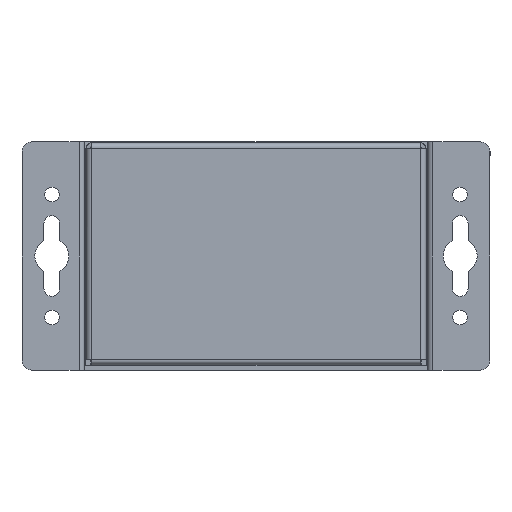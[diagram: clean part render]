
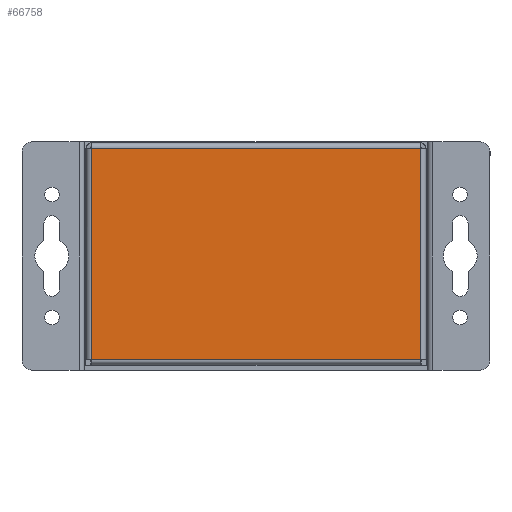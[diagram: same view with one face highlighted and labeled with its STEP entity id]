
A CAD part, front view. The second image highlights one B-rep face of the part: STEP entity #66758.
In plain terms, the highlighted planar face has unit normal (0, -1, 0).
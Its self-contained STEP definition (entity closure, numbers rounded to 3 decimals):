
#3704=PLANE('',#70286);
#6407=FACE_OUTER_BOUND('',#9756,.T.);
#9756=EDGE_LOOP('',(#47182,#47183,#47184,#47185));
#13469=LINE('',#93054,#21540);
#13488=LINE('',#93102,#21559);
#13496=LINE('',#93138,#21567);
#13497=LINE('',#93139,#21568);
#21540=VECTOR('',#75324,10.);
#21559=VECTOR('',#75375,10.);
#21567=VECTOR('',#75395,10.);
#21568=VECTOR('',#75396,10.);
#31032=VERTEX_POINT('',#93051);
#31033=VERTEX_POINT('',#93053);
#31046=VERTEX_POINT('',#93101);
#31054=VERTEX_POINT('',#93137);
#37392=EDGE_CURVE('',#31033,#31032,#13469,.T.);
#37416=EDGE_CURVE('',#31046,#31033,#13488,.T.);
#37428=EDGE_CURVE('',#31032,#31054,#13496,.T.);
#37429=EDGE_CURVE('',#31054,#31046,#13497,.T.);
#47182=ORIENTED_EDGE('',*,*,#37392,.T.);
#47183=ORIENTED_EDGE('',*,*,#37428,.T.);
#47184=ORIENTED_EDGE('',*,*,#37429,.T.);
#47185=ORIENTED_EDGE('',*,*,#37416,.T.);
#66758=ADVANCED_FACE('',(#6407),#3704,.F.);
#70286=AXIS2_PLACEMENT_3D('',#93136,#75393,#75394);
#75324=DIRECTION('',(1.,0.,0.));
#75375=DIRECTION('',(0.,0.,-1.));
#75393=DIRECTION('center_axis',(0.,1.,0.));
#75394=DIRECTION('ref_axis',(0.,0.,1.));
#75395=DIRECTION('',(0.,0.,1.));
#75396=DIRECTION('',(-1.,0.,0.));
#93051=CARTESIAN_POINT('',(33.9,0.,-21.775));
#93053=CARTESIAN_POINT('',(-33.9,0.,-21.775));
#93054=CARTESIAN_POINT('',(-16.95,0.,-21.775));
#93101=CARTESIAN_POINT('',(-33.9,0.,21.775));
#93102=CARTESIAN_POINT('',(-33.9,0.,10.888));
#93136=CARTESIAN_POINT('Origin',(0.,0.,0.));
#93137=CARTESIAN_POINT('',(33.9,0.,21.775));
#93138=CARTESIAN_POINT('',(33.9,0.,-11.438));
#93139=CARTESIAN_POINT('',(17.5,0.,21.775));
